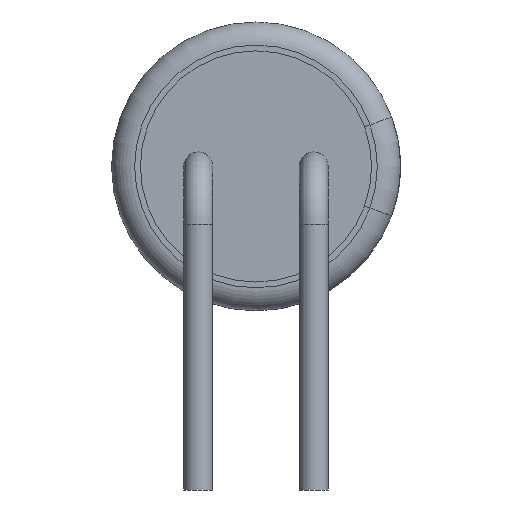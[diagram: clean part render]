
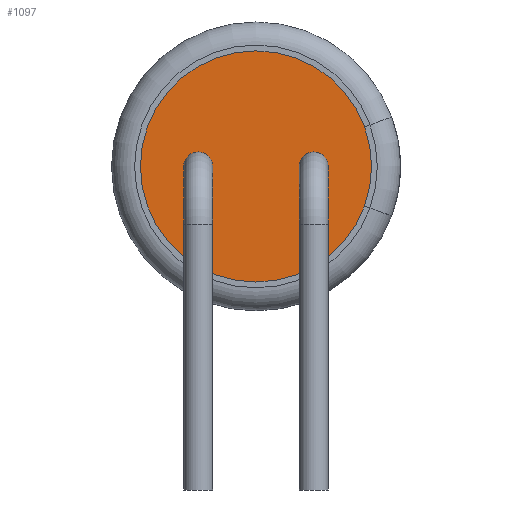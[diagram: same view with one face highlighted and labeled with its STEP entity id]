
A CAD part, front view. The second image highlights one B-rep face of the part: STEP entity #1097.
In plain terms, the highlighted planar face has unit normal (0, -1, 0).
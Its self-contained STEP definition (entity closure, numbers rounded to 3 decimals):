
#1097=ADVANCED_FACE('',(#2062,#2064,#2066),#2068,.T.);
#2062=FACE_BOUND('',#2063,.T.);
#2063=EDGE_LOOP('',(#2826));
#2064=FACE_BOUND('',#2065,.T.);
#2065=EDGE_LOOP('',(#2827));
#2066=FACE_BOUND('',#2067,.T.);
#2067=EDGE_LOOP('',(#2828));
#2068=PLANE('',#2069);
#2069=AXIS2_PLACEMENT_3D('',#2070,#2071,#2072);
#2070=CARTESIAN_POINT('',(0.,2.1,0.));
#2071=DIRECTION('',(0.,-1.,0.));
#2072=DIRECTION('',(-1.,0.,0.));
#2826=ORIENTED_EDGE('',*,*,#3178,.T.);
#2827=ORIENTED_EDGE('',*,*,#3217,.F.);
#2828=ORIENTED_EDGE('',*,*,#3218,.F.);
#3178=EDGE_CURVE('',#3733,#3733,#3734,.T.);
#3217=EDGE_CURVE('',#3793,#3793,#3794,.F.);
#3218=EDGE_CURVE('',#3795,#3795,#3796,.T.);
#3733=VERTEX_POINT('',#5548);
#3734=CIRCLE('',#5549,2.);
#3793=VERTEX_POINT('',#5732);
#3794=CIRCLE('',#5733,0.25);
#3795=VERTEX_POINT('',#5737);
#3796=CIRCLE('',#5738,0.25);
#5548=CARTESIAN_POINT('',(-2.,2.1,2.6));
#5549=AXIS2_PLACEMENT_3D('',#5550,#5551,#5552);
#5550=CARTESIAN_POINT('',(0.,2.1,2.6));
#5551=DIRECTION('',(0.,-1.,0.));
#5552=DIRECTION('',(-1.,0.,0.));
#5732=CARTESIAN_POINT('',(1.25,2.1,2.6));
#5733=AXIS2_PLACEMENT_3D('',#5734,#5735,#5736);
#5734=CARTESIAN_POINT('',(1.,2.1,2.6));
#5735=DIRECTION('',(0.,1.,-0.));
#5736=DIRECTION('',(1.,0.,0.));
#5737=CARTESIAN_POINT('',(-1.25,2.1,2.6));
#5738=AXIS2_PLACEMENT_3D('',#5739,#5740,#5741);
#5739=CARTESIAN_POINT('',(-1.,2.1,2.6));
#5740=DIRECTION('',(0.,-1.,0.));
#5741=DIRECTION('',(-1.,0.,0.));
